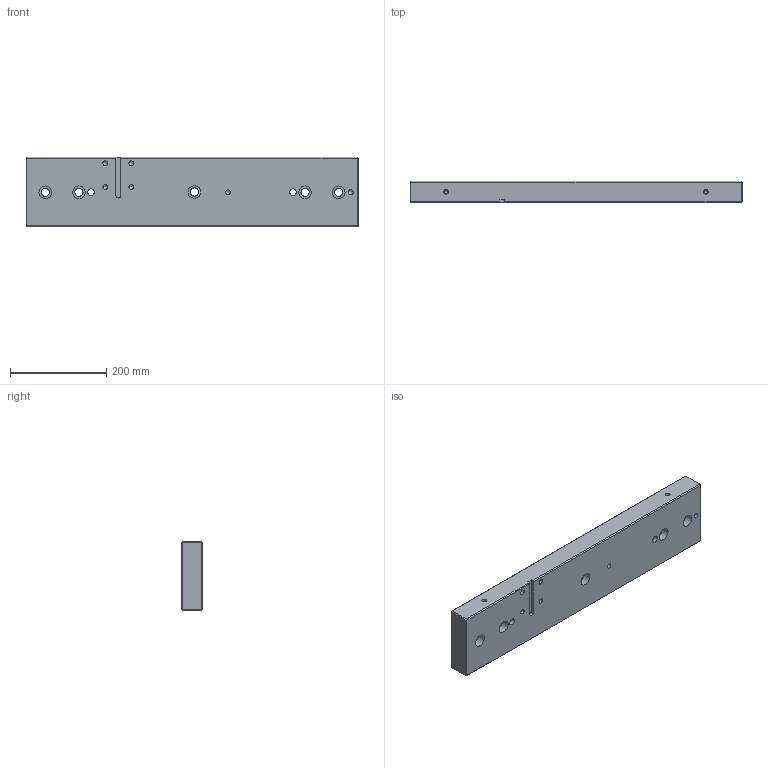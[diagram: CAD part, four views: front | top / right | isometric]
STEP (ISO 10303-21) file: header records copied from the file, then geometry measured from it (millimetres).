
FILE_DESCRIPTION (( 'STEP AP203' ), '1' );
FILE_NAME ('412B22S02-導軌.STEP', '2023-09-28T06:26:30', ( '' ), ( '' ), 'SwSTEP 2.0', 'SolidWorks 2018', '' );
FILE_SCHEMA (( 'CONFIG_CONTROL_DESIGN' ));
Length unit declared in the file: millimetre
Products named in the file (1): 412B22S02-導軌
Bounding box: 690 x 45 x 145 mm (x, y, z)
Volume: 4365948.9 mm3; surface area: 302382.6 mm2
Topology: 1 solids, 1 shells, 85 faces, 216 edges, 132 vertices
Faces by surface type: plane 34, cylinder 33, cone 18
Full cylindrical faces by diameter (mm): 7.9 x6, 8.4 x4, 8.5 x4, 10.2 x6, 14 x2, 17 x5, 26 x5
Entity records: 2771 total; most frequent: CARTESIAN_POINT 984, DIRECTION 360, ORIENTED_EDGE 276, EDGE_LOOP 156, AXIS2_PLACEMENT_3D 152, EDGE_CURVE 138, FACE_OUTER_BOUND 117, VERTEX_POINT 104
